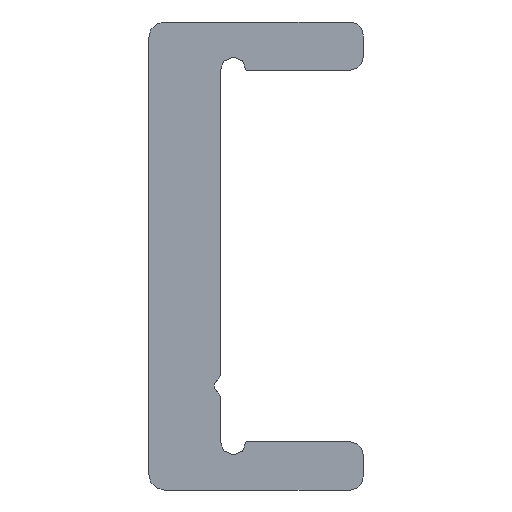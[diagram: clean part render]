
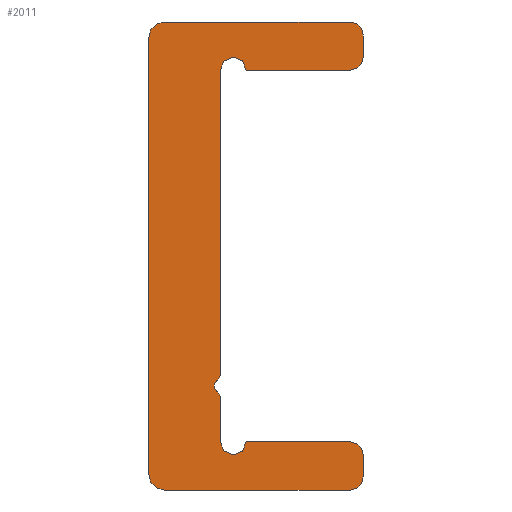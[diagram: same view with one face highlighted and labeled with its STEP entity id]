
A CAD part, left-side view. The second image highlights one B-rep face of the part: STEP entity #2011.
In plain terms, the highlighted planar face has unit normal (-1, 0, 0).
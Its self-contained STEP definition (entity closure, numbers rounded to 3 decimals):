
#1204=CARTESIAN_POINT('',(0.0,1.375,-4.567));
#1205=VERTEX_POINT('',#1204);
#1212=CARTESIAN_POINT('',(0.0,1.5,-4.783));
#1213=VERTEX_POINT('',#1212);
#1214=CARTESIAN_POINT('',(0.0,1.625,-4.567));
#1215=DIRECTION('',(1.0,0.0,0.0));
#1216=DIRECTION('',(0.0,-1.0,0.0));
#1217=AXIS2_PLACEMENT_3D('',#1214,#1215,#1216);
#1218=CIRCLE('',#1217,0.25);
#1219=EDGE_CURVE('',#1205,#1213,#1218,.T.);
#1329=CARTESIAN_POINT('',(0.0,1.375,7.15));
#1330=VERTEX_POINT('',#1329);
#1337=CARTESIAN_POINT('',(0.0,1.375,7.15));
#1338=DIRECTION('',(0.0,0.0,-1.0));
#1339=VECTOR('',#1338,11.717);
#1340=LINE('',#1337,#1339);
#1341=EDGE_CURVE('',#1330,#1205,#1340,.T.);
#1389=CARTESIAN_POINT('',(0.0,-4.125,-8.5));
#1390=VERTEX_POINT('',#1389);
#1397=CARTESIAN_POINT('',(0.0,-3.625,-9.0));
#1398=VERTEX_POINT('',#1397);
#1399=CARTESIAN_POINT('',(0.0,-3.625,-8.5));
#1400=DIRECTION('',(1.0,0.0,0.0));
#1401=DIRECTION('',(0.0,-1.0,0.0));
#1402=AXIS2_PLACEMENT_3D('',#1399,#1400,#1401);
#1403=CIRCLE('',#1402,0.5);
#1404=EDGE_CURVE('',#1390,#1398,#1403,.T.);
#1428=CARTESIAN_POINT('',(0.0,-4.125,-7.65));
#1429=VERTEX_POINT('',#1428);
#1436=CARTESIAN_POINT('',(0.0,-4.125,-7.65));
#1437=DIRECTION('',(0.0,0.0,-1.0));
#1438=VECTOR('',#1437,0.85);
#1439=LINE('',#1436,#1438);
#1440=EDGE_CURVE('',#1429,#1390,#1439,.T.);
#1460=CARTESIAN_POINT('',(0.0,-3.625,-7.15));
#1461=VERTEX_POINT('',#1460);
#1468=CARTESIAN_POINT('',(0.0,-3.625,-7.65));
#1469=DIRECTION('',(1.0,0.0,0.0));
#1470=DIRECTION('',(0.0,0.0,1.0));
#1471=AXIS2_PLACEMENT_3D('',#1468,#1469,#1470);
#1472=CIRCLE('',#1471,0.5);
#1473=EDGE_CURVE('',#1461,#1429,#1472,.T.);
#1492=CARTESIAN_POINT('',(0.0,0.375,-7.15));
#1493=VERTEX_POINT('',#1492);
#1500=CARTESIAN_POINT('',(0.0,0.375,-7.15));
#1501=DIRECTION('',(0.0,-1.0,0.0));
#1502=VECTOR('',#1501,4.);
#1503=LINE('',#1500,#1502);
#1504=EDGE_CURVE('',#1493,#1461,#1503,.T.);
#1524=CARTESIAN_POINT('',(0.0,1.375,-7.15));
#1525=VERTEX_POINT('',#1524);
#1532=CARTESIAN_POINT('',(0.0,0.875,-7.15));
#1533=DIRECTION('',(-1.0,0.0,0.0));
#1534=DIRECTION('',(0.0,1.,0.));
#1535=AXIS2_PLACEMENT_3D('',#1532,#1533,#1534);
#1536=CIRCLE('',#1535,0.5);
#1537=EDGE_CURVE('',#1525,#1493,#1536,.T.);
#1556=CARTESIAN_POINT('',(0.0,1.375,-5.433));
#1557=VERTEX_POINT('',#1556);
#1564=CARTESIAN_POINT('',(0.0,1.375,-5.433));
#1565=DIRECTION('',(0.0,0.0,-1.0));
#1566=VECTOR('',#1565,1.717);
#1567=LINE('',#1564,#1566);
#1568=EDGE_CURVE('',#1557,#1525,#1567,.T.);
#1588=CARTESIAN_POINT('',(0.0,1.5,-5.217));
#1589=VERTEX_POINT('',#1588);
#1596=CARTESIAN_POINT('',(0.0,1.625,-5.433));
#1597=DIRECTION('',(1.0,0.0,0.0));
#1598=DIRECTION('',(0.0,-0.5,0.866));
#1599=AXIS2_PLACEMENT_3D('',#1596,#1597,#1598);
#1600=CIRCLE('',#1599,0.25);
#1601=EDGE_CURVE('',#1589,#1557,#1600,.T.);
#1620=CARTESIAN_POINT('',(0.0,1.375,-5.0));
#1621=DIRECTION('',(-1.0,0.0,0.0));
#1622=DIRECTION('',(0.0,-0.5,0.866));
#1623=AXIS2_PLACEMENT_3D('',#1620,#1621,#1622);
#1624=CIRCLE('',#1623,0.25);
#1625=EDGE_CURVE('',#1213,#1589,#1624,.T.);
#1645=CARTESIAN_POINT('',(0.0,0.375,7.15));
#1646=VERTEX_POINT('',#1645);
#1653=CARTESIAN_POINT('',(0.0,0.875,7.15));
#1654=DIRECTION('',(-1.0,0.0,0.0));
#1655=DIRECTION('',(0.0,-1.0,0.0));
#1656=AXIS2_PLACEMENT_3D('',#1653,#1654,#1655);
#1657=CIRCLE('',#1656,0.5);
#1658=EDGE_CURVE('',#1646,#1330,#1657,.T.);
#1677=CARTESIAN_POINT('',(0.0,-3.625,7.15));
#1678=VERTEX_POINT('',#1677);
#1685=CARTESIAN_POINT('',(0.0,-3.625,7.15));
#1686=DIRECTION('',(0.0,1.0,0.0));
#1687=VECTOR('',#1686,4.0);
#1688=LINE('',#1685,#1687);
#1689=EDGE_CURVE('',#1678,#1646,#1688,.T.);
#1709=CARTESIAN_POINT('',(0.0,-4.125,7.65));
#1710=VERTEX_POINT('',#1709);
#1717=CARTESIAN_POINT('',(0.0,-3.625,7.65));
#1718=DIRECTION('',(1.0,0.0,0.0));
#1719=DIRECTION('',(0.0,-1.0,0.0));
#1720=AXIS2_PLACEMENT_3D('',#1717,#1718,#1719);
#1721=CIRCLE('',#1720,0.5);
#1722=EDGE_CURVE('',#1710,#1678,#1721,.T.);
#1741=CARTESIAN_POINT('',(0.0,-4.125,8.5));
#1742=VERTEX_POINT('',#1741);
#1749=CARTESIAN_POINT('',(0.0,-4.125,8.5));
#1750=DIRECTION('',(0.0,0.0,-1.0));
#1751=VECTOR('',#1750,0.85);
#1752=LINE('',#1749,#1751);
#1753=EDGE_CURVE('',#1742,#1710,#1752,.T.);
#1773=CARTESIAN_POINT('',(0.0,-3.625,9.0));
#1774=VERTEX_POINT('',#1773);
#1781=CARTESIAN_POINT('',(0.0,-3.625,8.5));
#1782=DIRECTION('',(1.0,0.0,0.0));
#1783=DIRECTION('',(0.0,0.0,1.0));
#1784=AXIS2_PLACEMENT_3D('',#1781,#1782,#1783);
#1785=CIRCLE('',#1784,0.5);
#1786=EDGE_CURVE('',#1774,#1742,#1785,.T.);
#1805=CARTESIAN_POINT('',(0.0,3.525,9.0));
#1806=VERTEX_POINT('',#1805);
#1813=CARTESIAN_POINT('',(0.0,3.525,9.0));
#1814=DIRECTION('',(0.0,-1.0,0.0));
#1815=VECTOR('',#1814,7.15);
#1816=LINE('',#1813,#1815);
#1817=EDGE_CURVE('',#1806,#1774,#1816,.T.);
#1837=CARTESIAN_POINT('',(0.0,4.125,8.4));
#1838=VERTEX_POINT('',#1837);
#1845=CARTESIAN_POINT('',(0.0,3.525,8.4));
#1846=DIRECTION('',(1.0,0.0,0.0));
#1847=DIRECTION('',(0.0,1.0,0.0));
#1848=AXIS2_PLACEMENT_3D('',#1845,#1846,#1847);
#1849=CIRCLE('',#1848,0.6);
#1850=EDGE_CURVE('',#1838,#1806,#1849,.T.);
#1869=CARTESIAN_POINT('',(0.0,4.125,-8.4));
#1870=VERTEX_POINT('',#1869);
#1877=CARTESIAN_POINT('',(0.0,4.125,-8.4));
#1878=DIRECTION('',(0.0,0.0,1.0));
#1879=VECTOR('',#1878,16.8);
#1880=LINE('',#1877,#1879);
#1881=EDGE_CURVE('',#1870,#1838,#1880,.T.);
#1943=CARTESIAN_POINT('',(0.0,3.525,-9.0));
#1944=VERTEX_POINT('',#1943);
#1951=CARTESIAN_POINT('',(0.0,3.525,-8.4));
#1952=DIRECTION('',(1.0,0.0,0.0));
#1953=DIRECTION('',(0.0,0.0,-1.0));
#1954=AXIS2_PLACEMENT_3D('',#1951,#1952,#1953);
#1955=CIRCLE('',#1954,0.6);
#1956=EDGE_CURVE('',#1944,#1870,#1955,.T.);
#1974=CARTESIAN_POINT('',(0.0,-3.625,-9.0));
#1975=DIRECTION('',(0.0,1.0,0.0));
#1976=VECTOR('',#1975,7.15);
#1977=LINE('',#1974,#1976);
#1978=EDGE_CURVE('',#1398,#1944,#1977,.T.);
#1984=CARTESIAN_POINT('',(0.0,1.046,-0.014));
#1985=DIRECTION('',(1.0,0.0,0.0));
#1986=DIRECTION('',(0.0,0.0,-1.0));
#1987=AXIS2_PLACEMENT_3D('',#1984,#1985,#1986);
#1988=PLANE('',#1987);
#1989=ORIENTED_EDGE('',*,*,#1978,.F.);
#1990=ORIENTED_EDGE('',*,*,#1404,.F.);
#1991=ORIENTED_EDGE('',*,*,#1440,.F.);
#1992=ORIENTED_EDGE('',*,*,#1473,.F.);
#1993=ORIENTED_EDGE('',*,*,#1504,.F.);
#1994=ORIENTED_EDGE('',*,*,#1537,.F.);
#1995=ORIENTED_EDGE('',*,*,#1568,.F.);
#1996=ORIENTED_EDGE('',*,*,#1601,.F.);
#1997=ORIENTED_EDGE('',*,*,#1625,.F.);
#1998=ORIENTED_EDGE('',*,*,#1219,.F.);
#1999=ORIENTED_EDGE('',*,*,#1341,.F.);
#2000=ORIENTED_EDGE('',*,*,#1658,.F.);
#2001=ORIENTED_EDGE('',*,*,#1689,.F.);
#2002=ORIENTED_EDGE('',*,*,#1722,.F.);
#2003=ORIENTED_EDGE('',*,*,#1753,.F.);
#2004=ORIENTED_EDGE('',*,*,#1786,.F.);
#2005=ORIENTED_EDGE('',*,*,#1817,.F.);
#2006=ORIENTED_EDGE('',*,*,#1850,.F.);
#2007=ORIENTED_EDGE('',*,*,#1881,.F.);
#2008=ORIENTED_EDGE('',*,*,#1956,.F.);
#2009=EDGE_LOOP('',(#1989,#1990,#1991,#1992,#1993,#1994,#1995,#1996,#1997,#1998,#1999,#2000,#2001,#2002,#2003,#2004,#2005,#2006,#2007,#2008));
#2010=FACE_OUTER_BOUND('',#2009,.T.);
#2011=ADVANCED_FACE('',(#2010),#1988,.F.);
